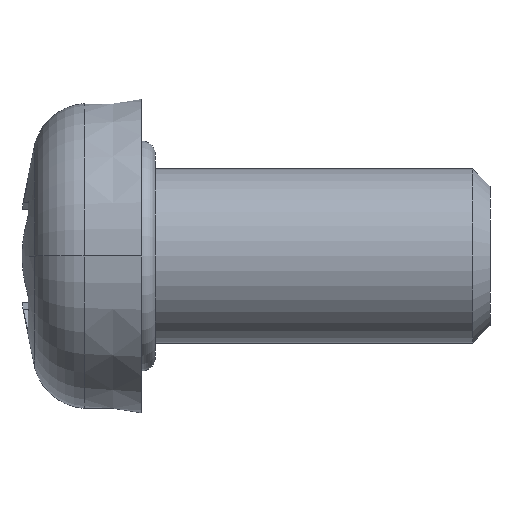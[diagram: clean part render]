
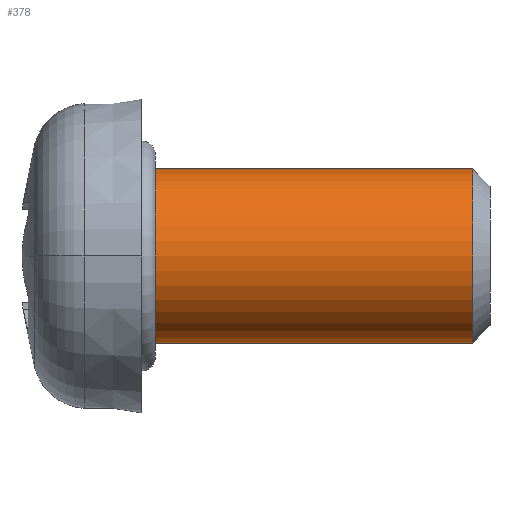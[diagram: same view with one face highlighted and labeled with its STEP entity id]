
A CAD part, front view. The second image highlights one B-rep face of the part: STEP entity #378.
In plain terms, the highlighted cylindrical face has radius 2.5 mm (diameter 5 mm), a partial arc.
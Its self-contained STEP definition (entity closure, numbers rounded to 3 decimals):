
#2 = AXIS2_PLACEMENT_3D ( 'NONE', #332, #1010, #418 ) ;
#114 = EDGE_CURVE ( 'NONE', #331, #1114, #265, .T. ) ;
#118 = DIRECTION ( 'NONE',  ( 0., 0., 1. ) ) ;
#131 = EDGE_CURVE ( 'NONE', #1114, #522, #463, .T. ) ;
#138 = CARTESIAN_POINT ( 'NONE',  ( -0.4, 0., 0. ) ) ;
#162 = EDGE_LOOP ( 'NONE', ( #295, #1008, #1234, #1221 ) ) ;
#182 = VECTOR ( 'NONE', #593, 1000. ) ;
#232 = EDGE_CURVE ( 'NONE', #331, #895, #233, .T. ) ;
#233 = LINE ( 'NONE', #1155, #1252 ) ;
#250 = DIRECTION ( 'NONE',  ( 0., 0., -1. ) ) ;
#265 = CIRCLE ( 'NONE', #2, 2.5 ) ;
#295 = ORIENTED_EDGE ( 'NONE', *, *, #232, .F. ) ;
#315 = AXIS2_PLACEMENT_3D ( 'NONE', #824, #336, #118 ) ;
#331 = VERTEX_POINT ( 'NONE', #372 ) ;
#332 = CARTESIAN_POINT ( 'NONE',  ( 9.5, 0., 0. ) ) ;
#336 = DIRECTION ( 'NONE',  ( -1., 0., 0. ) ) ;
#372 = CARTESIAN_POINT ( 'NONE',  ( 9.5, 0., -2.5 ) ) ;
#375 = AXIS2_PLACEMENT_3D ( 'NONE', #138, #849, #250 ) ;
#376 = CYLINDRICAL_SURFACE ( 'NONE', #315, 2.5 ) ;
#378 = ADVANCED_FACE ( 'NONE', ( #1164 ), #376, .T. ) ;
#412 = CARTESIAN_POINT ( 'NONE',  ( -0.4, 0., 2.5 ) ) ;
#418 = DIRECTION ( 'NONE',  ( 0., 0., -1. ) ) ;
#463 = LINE ( 'NONE', #691, #182 ) ;
#522 = VERTEX_POINT ( 'NONE', #412 ) ;
#593 = DIRECTION ( 'NONE',  ( -1., 0., 0. ) ) ;
#617 = EDGE_CURVE ( 'NONE', #522, #895, #686, .T. ) ;
#686 = CIRCLE ( 'NONE', #375, 2.5 ) ;
#691 = CARTESIAN_POINT ( 'NONE',  ( 10., 0., 2.5 ) ) ;
#824 = CARTESIAN_POINT ( 'NONE',  ( 10., 0., 0. ) ) ;
#826 = CARTESIAN_POINT ( 'NONE',  ( -0.4, 0., -2.5 ) ) ;
#849 = DIRECTION ( 'NONE',  ( 1., 0., 0. ) ) ;
#872 = CARTESIAN_POINT ( 'NONE',  ( 9.5, 0., 2.5 ) ) ;
#895 = VERTEX_POINT ( 'NONE', #826 ) ;
#1008 = ORIENTED_EDGE ( 'NONE', *, *, #114, .T. ) ;
#1010 = DIRECTION ( 'NONE',  ( -1., 0., 0. ) ) ;
#1114 = VERTEX_POINT ( 'NONE', #872 ) ;
#1155 = CARTESIAN_POINT ( 'NONE',  ( 10., 0., -2.5 ) ) ;
#1164 = FACE_OUTER_BOUND ( 'NONE', #162, .T. ) ;
#1221 = ORIENTED_EDGE ( 'NONE', *, *, #617, .T. ) ;
#1222 = DIRECTION ( 'NONE',  ( -1., 0., 0. ) ) ;
#1234 = ORIENTED_EDGE ( 'NONE', *, *, #131, .T. ) ;
#1252 = VECTOR ( 'NONE', #1222, 1000. ) ;
